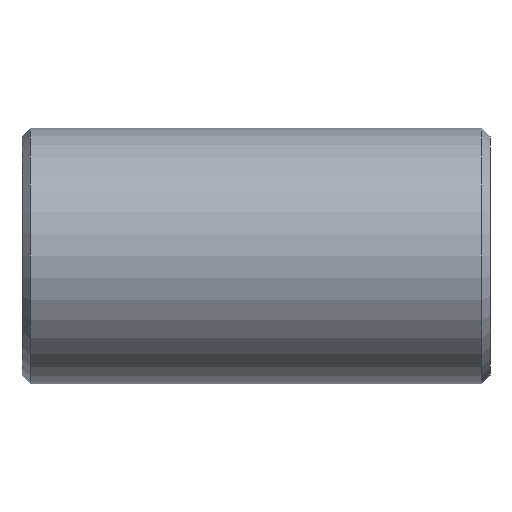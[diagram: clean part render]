
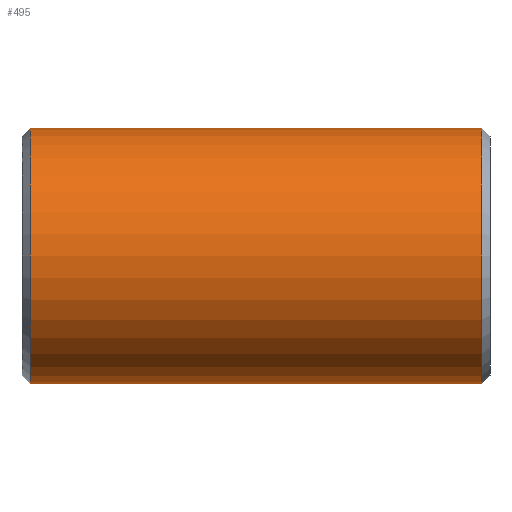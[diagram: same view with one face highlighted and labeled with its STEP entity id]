
A CAD part, front view. The second image highlights one B-rep face of the part: STEP entity #495.
In plain terms, the highlighted cylindrical face has radius 57.15 mm (diameter 114.3 mm), a partial arc.
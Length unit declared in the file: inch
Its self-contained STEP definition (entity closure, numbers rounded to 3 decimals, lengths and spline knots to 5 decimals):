
#3 = ORIENTED_EDGE ( 'NONE', *, *, #415, .T. ) ;
#16 = CARTESIAN_POINT ( 'NONE',  ( 3.974, 0., 2.25 ) ) ;
#32 = AXIS2_PLACEMENT_3D ( 'NONE', #331, #679, #274 ) ;
#42 = DIRECTION ( 'NONE',  ( -1., 0., 0. ) ) ;
#112 = DIRECTION ( 'NONE',  ( 0., 0., 1. ) ) ;
#117 = DIRECTION ( 'NONE',  ( -1., 0., 0. ) ) ;
#119 = AXIS2_PLACEMENT_3D ( 'NONE', #279, #577, #518 ) ;
#144 = ORIENTED_EDGE ( 'NONE', *, *, #447, .F. ) ;
#162 = CARTESIAN_POINT ( 'NONE',  ( -3.974, 0., 2.25 ) ) ;
#238 = VERTEX_POINT ( 'NONE', #16 ) ;
#249 = ORIENTED_EDGE ( 'NONE', *, *, #387, .T. ) ;
#255 = CARTESIAN_POINT ( 'NONE',  ( 3.974, 0., -2.25 ) ) ;
#274 = DIRECTION ( 'NONE',  ( 0., 0., 1. ) ) ;
#276 = VECTOR ( 'NONE', #660, 39.37008 ) ;
#279 = CARTESIAN_POINT ( 'NONE',  ( 3.974, 0., 0. ) ) ;
#286 = FACE_OUTER_BOUND ( 'NONE', #347, .T. ) ;
#305 = LINE ( 'NONE', #727, #276 ) ;
#331 = CARTESIAN_POINT ( 'NONE',  ( -3.974, 0., 0. ) ) ;
#347 = EDGE_LOOP ( 'NONE', ( #144, #249, #355, #3 ) ) ;
#351 = VERTEX_POINT ( 'NONE', #162 ) ;
#353 = CIRCLE ( 'NONE', #119, 2.25 ) ;
#355 = ORIENTED_EDGE ( 'NONE', *, *, #647, .T. ) ;
#375 = CARTESIAN_POINT ( 'NONE',  ( -3.974, 0., -2.25 ) ) ;
#383 = CARTESIAN_POINT ( 'NONE',  ( 4.12, 0., -2.25 ) ) ;
#384 = CIRCLE ( 'NONE', #32, 2.25 ) ;
#387 = EDGE_CURVE ( 'NONE', #683, #238, #353, .T. ) ;
#415 = EDGE_CURVE ( 'NONE', #351, #580, #384, .T. ) ;
#447 = EDGE_CURVE ( 'NONE', #683, #580, #627, .T. ) ;
#479 = CARTESIAN_POINT ( 'NONE',  ( 4.12, 0., 0. ) ) ;
#495 = ADVANCED_FACE ( 'NONE', ( #286 ), #525, .T. ) ;
#518 = DIRECTION ( 'NONE',  ( 0., 0., -1. ) ) ;
#525 = CYLINDRICAL_SURFACE ( 'NONE', #527, 2.25 ) ;
#527 = AXIS2_PLACEMENT_3D ( 'NONE', #479, #117, #112 ) ;
#577 = DIRECTION ( 'NONE',  ( -1., 0., 0. ) ) ;
#580 = VERTEX_POINT ( 'NONE', #375 ) ;
#627 = LINE ( 'NONE', #383, #678 ) ;
#647 = EDGE_CURVE ( 'NONE', #238, #351, #305, .T. ) ;
#660 = DIRECTION ( 'NONE',  ( -1., 0., 0. ) ) ;
#678 = VECTOR ( 'NONE', #42, 39.37008 ) ;
#679 = DIRECTION ( 'NONE',  ( 1., 0., 0. ) ) ;
#683 = VERTEX_POINT ( 'NONE', #255 ) ;
#727 = CARTESIAN_POINT ( 'NONE',  ( 4.12, 0., 2.25 ) ) ;
